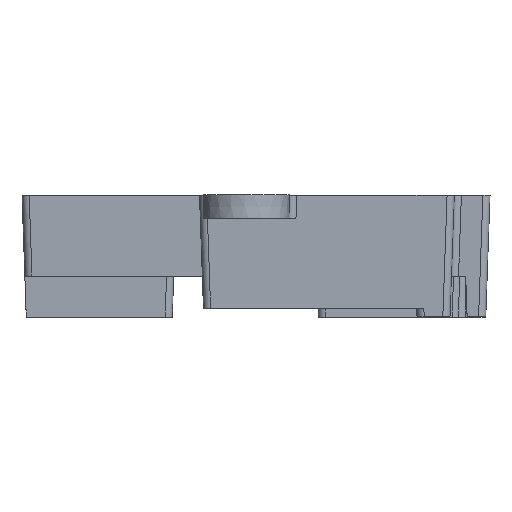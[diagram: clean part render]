
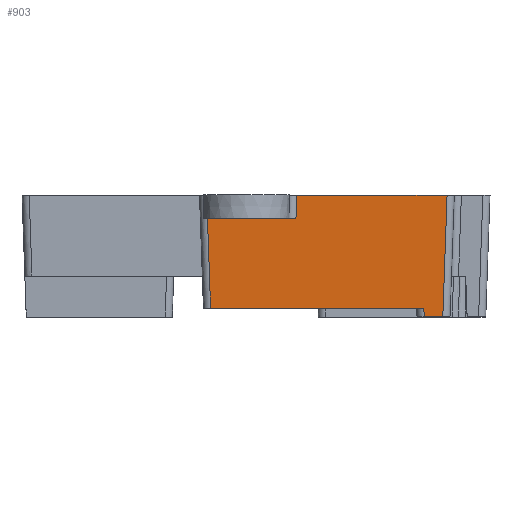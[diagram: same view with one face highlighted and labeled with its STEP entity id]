
A CAD part, top view. The second image highlights one B-rep face of the part: STEP entity #903.
In plain terms, the highlighted planar face has unit normal (0, -0.035, 0.999).
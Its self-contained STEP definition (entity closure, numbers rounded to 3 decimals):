
#142 = ORIENTED_EDGE ( 'NONE', *, *, #2003, .F. ) ;
#175 = CARTESIAN_POINT ( 'NONE',  ( 0., -3., 6.822 ) ) ;
#195 = CARTESIAN_POINT ( 'NONE',  ( 13.801, -3.6, 6.801 ) ) ;
#215 = ORIENTED_EDGE ( 'NONE', *, *, #545, .T. ) ;
#247 = LINE ( 'NONE', #175, #1711 ) ;
#288 = EDGE_CURVE ( 'NONE', #1239, #755, #2173, .T. ) ;
#296 = LINE ( 'NONE', #3358, #2713 ) ;
#412 = EDGE_LOOP ( 'NONE', ( #1287, #2290, #2560, #527, #142, #215, #3671, #2991 ) ) ;
#430 = VECTOR ( 'NONE', #457, 1000. ) ;
#435 = VERTEX_POINT ( 'NONE', #1080 ) ;
#457 = DIRECTION ( 'NONE',  ( -1., 0., 0. ) ) ;
#462 = LINE ( 'NONE', #3217, #430 ) ;
#527 = ORIENTED_EDGE ( 'NONE', *, *, #288, .T. ) ;
#545 = EDGE_CURVE ( 'NONE', #602, #1678, #1294, .T. ) ;
#602 = VERTEX_POINT ( 'NONE', #195 ) ;
#755 = VERTEX_POINT ( 'NONE', #3340 ) ;
#837 = DIRECTION ( 'NONE',  ( -0.035, -0.999, -0.035 ) ) ;
#851 = PLANE ( 'NONE',  #3876 ) ;
#868 = CARTESIAN_POINT ( 'NONE',  ( 12.478, -3., 6.822 ) ) ;
#903 = ADVANCED_FACE ( 'NONE', ( #2951 ), #851, .T. ) ;
#1080 = CARTESIAN_POINT ( 'NONE',  ( -2.422, -3., 6.822 ) ) ;
#1085 = EDGE_CURVE ( 'NONE', #1678, #3429, #296, .T. ) ;
#1126 = EDGE_CURVE ( 'NONE', #435, #1239, #247, .T. ) ;
#1152 = DIRECTION ( 'NONE',  ( 0., -0.999, -0.035 ) ) ;
#1239 = VERTEX_POINT ( 'NONE', #868 ) ;
#1287 = ORIENTED_EDGE ( 'NONE', *, *, #3740, .T. ) ;
#1294 = LINE ( 'NONE', #3753, #2075 ) ;
#1312 = VECTOR ( 'NONE', #2720, 1000. ) ;
#1358 = VECTOR ( 'NONE', #2185, 1000. ) ;
#1402 = CARTESIAN_POINT ( 'NONE',  ( 14.098, 4.9, 7.098 ) ) ;
#1625 = CARTESIAN_POINT ( 'NONE',  ( 3.54, 3.275, 7.041 ) ) ;
#1678 = VERTEX_POINT ( 'NONE', #1402 ) ;
#1711 = VECTOR ( 'NONE', #2882, 1000. ) ;
#1716 = CARTESIAN_POINT ( 'NONE',  ( 3.54, 3.258, 7.04 ) ) ;
#1835 = CARTESIAN_POINT ( 'NONE',  ( 0., -3.6, 6.801 ) ) ;
#1848 = DIRECTION ( 'NONE',  ( -1., 0., 0. ) ) ;
#1882 = CARTESIAN_POINT ( 'NONE',  ( 12.498, -3.583, 6.801 ) ) ;
#2003 = EDGE_CURVE ( 'NONE', #602, #755, #3330, .T. ) ;
#2075 = VECTOR ( 'NONE', #3479, 1000. ) ;
#2077 = CARTESIAN_POINT ( 'NONE',  ( 0., -0.757, 6.9 ) ) ;
#2158 = VERTEX_POINT ( 'NONE', #1625 ) ;
#2173 = LINE ( 'NONE', #1882, #1358 ) ;
#2185 = DIRECTION ( 'NONE',  ( 0.035, -0.999, -0.035 ) ) ;
#2264 = VECTOR ( 'NONE', #3588, 1000. ) ;
#2290 = ORIENTED_EDGE ( 'NONE', *, *, #3548, .T. ) ;
#2392 = DIRECTION ( 'NONE',  ( 0., -0.035, 0.999 ) ) ;
#2560 = ORIENTED_EDGE ( 'NONE', *, *, #1126, .T. ) ;
#2651 = CARTESIAN_POINT ( 'NONE',  ( -2.497, -0.844, 6.897 ) ) ;
#2713 = VECTOR ( 'NONE', #1848, 1000. ) ;
#2720 = DIRECTION ( 'NONE',  ( -1., 0., 0. ) ) ;
#2882 = DIRECTION ( 'NONE',  ( 1., 0., 0. ) ) ;
#2951 = FACE_OUTER_BOUND ( 'NONE', #412, .T. ) ;
#2991 = ORIENTED_EDGE ( 'NONE', *, *, #3448, .T. ) ;
#3077 = VERTEX_POINT ( 'NONE', #3743 ) ;
#3217 = CARTESIAN_POINT ( 'NONE',  ( 0., 3.275, 7.041 ) ) ;
#3330 = LINE ( 'NONE', #1835, #1312 ) ;
#3340 = CARTESIAN_POINT ( 'NONE',  ( 12.499, -3.6, 6.801 ) ) ;
#3358 = CARTESIAN_POINT ( 'NONE',  ( 0., 4.9, 7.098 ) ) ;
#3429 = VERTEX_POINT ( 'NONE', #3474 ) ;
#3444 = LINE ( 'NONE', #2651, #2264 ) ;
#3448 = EDGE_CURVE ( 'NONE', #3429, #2158, #3801, .T. ) ;
#3474 = CARTESIAN_POINT ( 'NONE',  ( 3.597, 4.9, 7.098 ) ) ;
#3479 = DIRECTION ( 'NONE',  ( 0.035, 0.999, 0.035 ) ) ;
#3548 = EDGE_CURVE ( 'NONE', #3077, #435, #3444, .T. ) ;
#3588 = DIRECTION ( 'NONE',  ( 0.035, -0.999, -0.035 ) ) ;
#3671 = ORIENTED_EDGE ( 'NONE', *, *, #1085, .T. ) ;
#3740 = EDGE_CURVE ( 'NONE', #2158, #3077, #462, .T. ) ;
#3743 = CARTESIAN_POINT ( 'NONE',  ( -2.641, 3.275, 7.041 ) ) ;
#3746 = VECTOR ( 'NONE', #837, 1000. ) ;
#3753 = CARTESIAN_POINT ( 'NONE',  ( 14.098, 4.917, 7.098 ) ) ;
#3801 = LINE ( 'NONE', #1716, #3746 ) ;
#3876 = AXIS2_PLACEMENT_3D ( 'NONE', #2077, #2392, #1152 ) ;
